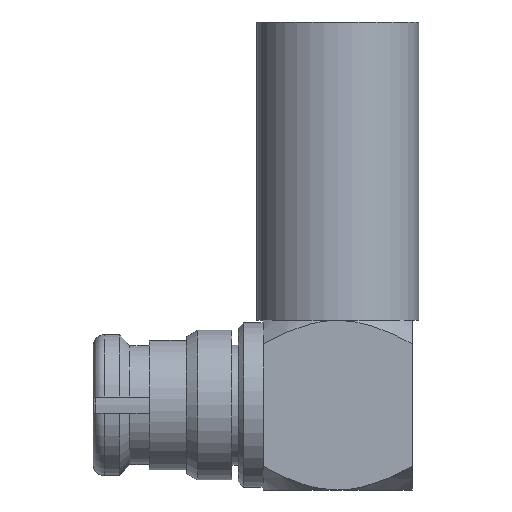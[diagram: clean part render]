
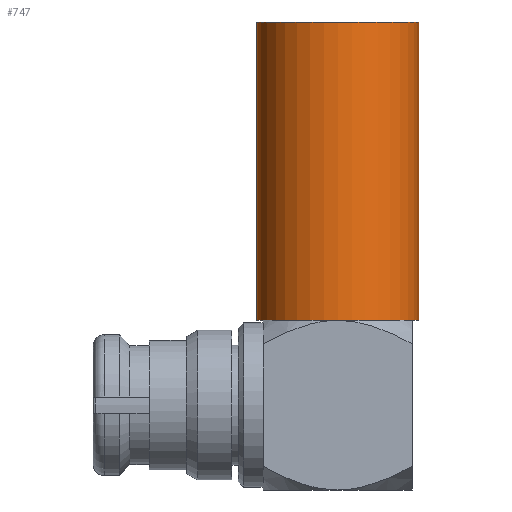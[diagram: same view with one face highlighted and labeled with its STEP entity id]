
A CAD part, front view. The second image highlights one B-rep face of the part: STEP entity #747.
In plain terms, the highlighted cylindrical face has radius 1.905 mm (diameter 3.81 mm), a full revolution.
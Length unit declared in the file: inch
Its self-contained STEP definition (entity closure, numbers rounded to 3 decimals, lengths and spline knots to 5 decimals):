
#172 = CARTESIAN_POINT ( 'NONE',  ( 0.226, 0., 0.3545 ) ) ;
#241 = CARTESIAN_POINT ( 'NONE',  ( 0.301, 0., 0.0785 ) ) ;
#296 = AXIS2_PLACEMENT_3D ( 'NONE', #172, #1373, #2059 ) ;
#334 = AXIS2_PLACEMENT_3D ( 'NONE', #1560, #360, #1052 ) ;
#343 = DIRECTION ( 'NONE',  ( 0., 0., 1. ) ) ;
#360 = DIRECTION ( 'NONE',  ( 0., 0., -1. ) ) ;
#389 = EDGE_CURVE ( 'NONE', #1612, #1612, #1460, .T. ) ;
#477 = AXIS2_PLACEMENT_3D ( 'NONE', #2231, #343, #689 ) ;
#498 = FACE_OUTER_BOUND ( 'NONE', #971, .T. ) ;
#518 = CYLINDRICAL_SURFACE ( 'NONE', #334, 0.075 ) ;
#526 = FACE_OUTER_BOUND ( 'NONE', #1695, .T. ) ;
#689 = DIRECTION ( 'NONE',  ( 1., 0., 0. ) ) ;
#747 = ADVANCED_FACE ( 'NONE', ( #526, #498 ), #518, .T. ) ;
#898 = ORIENTED_EDGE ( 'NONE', *, *, #1453, .F. ) ;
#971 = EDGE_LOOP ( 'NONE', ( #1192 ) ) ;
#1052 = DIRECTION ( 'NONE',  ( -1., 0., 0. ) ) ;
#1192 = ORIENTED_EDGE ( 'NONE', *, *, #389, .T. ) ;
#1373 = DIRECTION ( 'NONE',  ( 0., 0., 1. ) ) ;
#1453 = EDGE_CURVE ( 'NONE', #1633, #1633, #1958, .T. ) ;
#1454 = CARTESIAN_POINT ( 'NONE',  ( 0.301, 0., 0.3545 ) ) ;
#1460 = CIRCLE ( 'NONE', #477, 0.075 ) ;
#1560 = CARTESIAN_POINT ( 'NONE',  ( 0.226, 0., 0.3545 ) ) ;
#1612 = VERTEX_POINT ( 'NONE', #241 ) ;
#1633 = VERTEX_POINT ( 'NONE', #1454 ) ;
#1695 = EDGE_LOOP ( 'NONE', ( #898 ) ) ;
#1958 = CIRCLE ( 'NONE', #296, 0.075 ) ;
#2059 = DIRECTION ( 'NONE',  ( 1., 0., 0. ) ) ;
#2231 = CARTESIAN_POINT ( 'NONE',  ( 0.226, 0., 0.0785 ) ) ;
